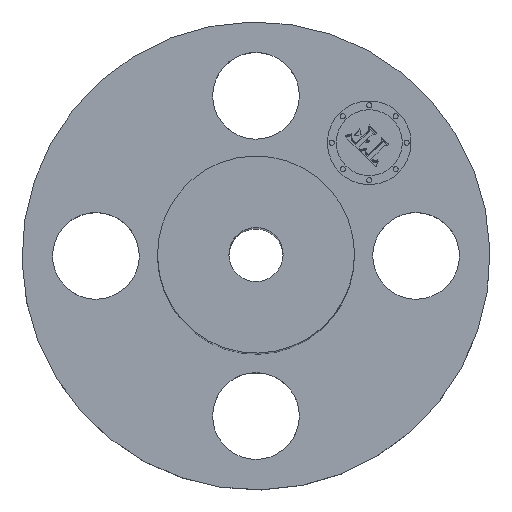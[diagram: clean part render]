
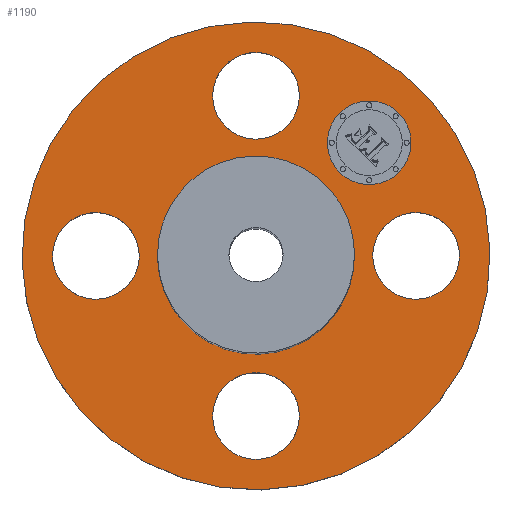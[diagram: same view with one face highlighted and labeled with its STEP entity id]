
A CAD part, top view. The second image highlights one B-rep face of the part: STEP entity #1190.
In plain terms, the highlighted planar face has unit normal (0, 0, 1).
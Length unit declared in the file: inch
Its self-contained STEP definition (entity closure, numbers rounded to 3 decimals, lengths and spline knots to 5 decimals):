
#51=AXIS2_PLACEMENT_3D('Circle Axis2P3D',#49,#50,$) ;
#238=AXIS2_PLACEMENT_3D('Circle Axis2P3D',#236,#237,$) ;
#285=AXIS2_PLACEMENT_3D('Circle Axis2P3D',#283,#284,$) ;
#304=AXIS2_PLACEMENT_3D('Circle Axis2P3D',#302,#303,$) ;
#418=AXIS2_PLACEMENT_3D('Circle Axis2P3D',#416,#417,$) ;
#453=AXIS2_PLACEMENT_3D('Circle Axis2P3D',#451,#452,$) ;
#1016=AXIS2_PLACEMENT_3D('Circle Axis2P3D',#1014,#1015,$) ;
#1035=AXIS2_PLACEMENT_3D('Circle Axis2P3D',#1033,#1034,$) ;
#1063=AXIS2_PLACEMENT_3D('Circle Axis2P3D',#1061,#1062,$) ;
#1082=AXIS2_PLACEMENT_3D('Circle Axis2P3D',#1080,#1081,$) ;
#1110=AXIS2_PLACEMENT_3D('Circle Axis2P3D',#1108,#1109,$) ;
#1129=AXIS2_PLACEMENT_3D('Circle Axis2P3D',#1127,#1128,$) ;
#1146=AXIS2_PLACEMENT_3D('Plane Axis2P3D',#1143,#1144,#1145) ;
#1174=AXIS2_PLACEMENT_3D('Circle Axis2P3D',#1172,#1173,$) ;
#1183=AXIS2_PLACEMENT_3D('Circle Axis2P3D',#1181,#1182,$) ;
#44=CARTESIAN_POINT('Vertex',(1.23886,-0.21095,0.88)) ;
#49=CARTESIAN_POINT('Axis2P3D Location',(1.625,0.,0.88)) ;
#53=CARTESIAN_POINT('Vertex',(2.01114,0.21095,0.88)) ;
#236=CARTESIAN_POINT('Axis2P3D Location',(1.625,0.,0.88)) ;
#280=CARTESIAN_POINT('Vertex',(-1.13864,-2.08426,0.88)) ;
#283=CARTESIAN_POINT('Axis2P3D Location',(0.,0.,0.88)) ;
#287=CARTESIAN_POINT('Vertex',(1.13864,2.08426,0.88)) ;
#302=CARTESIAN_POINT('Axis2P3D Location',(0.,0.,0.88)) ;
#416=CARTESIAN_POINT('Axis2P3D Location',(0.,0.,0.88)) ;
#420=CARTESIAN_POINT('Vertex',(0.36676,0.67135,0.88)) ;
#422=CARTESIAN_POINT('Vertex',(-0.36676,-0.67135,0.88)) ;
#451=CARTESIAN_POINT('Axis2P3D Location',(0.,0.,0.88)) ;
#1011=CARTESIAN_POINT('Vertex',(-0.21095,-1.23886,0.88)) ;
#1014=CARTESIAN_POINT('Axis2P3D Location',(0.,-1.625,0.88)) ;
#1018=CARTESIAN_POINT('Vertex',(0.21095,-2.01114,0.88)) ;
#1033=CARTESIAN_POINT('Axis2P3D Location',(0.,-1.625,0.88)) ;
#1058=CARTESIAN_POINT('Vertex',(-1.23886,0.21095,0.88)) ;
#1061=CARTESIAN_POINT('Axis2P3D Location',(-1.625,0.,0.88)) ;
#1065=CARTESIAN_POINT('Vertex',(-2.01114,-0.21095,0.88)) ;
#1080=CARTESIAN_POINT('Axis2P3D Location',(-1.625,0.,0.88)) ;
#1105=CARTESIAN_POINT('Vertex',(0.21095,1.23886,0.88)) ;
#1108=CARTESIAN_POINT('Axis2P3D Location',(0.,1.625,0.88)) ;
#1112=CARTESIAN_POINT('Vertex',(-0.21095,2.01114,0.88)) ;
#1127=CARTESIAN_POINT('Axis2P3D Location',(0.,1.625,0.88)) ;
#1143=CARTESIAN_POINT('Axis2P3D Location',(0.,2.375,0.88)) ;
#1172=CARTESIAN_POINT('Axis2P3D Location',(1.14905,1.14905,0.88)) ;
#1176=CARTESIAN_POINT('Vertex',(1.44957,0.84853,0.88)) ;
#1178=CARTESIAN_POINT('Vertex',(0.84853,1.44957,0.88)) ;
#1181=CARTESIAN_POINT('Axis2P3D Location',(1.14905,1.14905,0.88)) ;
#50=DIRECTION('Axis2P3D Direction',(0.,-0.,0.039)) ;
#237=DIRECTION('Axis2P3D Direction',(0.,-0.,0.039)) ;
#284=DIRECTION('Axis2P3D Direction',(0.,0.,-0.039)) ;
#303=DIRECTION('Axis2P3D Direction',(0.,0.,-0.039)) ;
#417=DIRECTION('Axis2P3D Direction',(0.,0.,-0.039)) ;
#452=DIRECTION('Axis2P3D Direction',(0.,0.,-0.039)) ;
#1015=DIRECTION('Axis2P3D Direction',(-0.,0.,0.039)) ;
#1034=DIRECTION('Axis2P3D Direction',(-0.,0.,0.039)) ;
#1062=DIRECTION('Axis2P3D Direction',(0.,0.,0.039)) ;
#1081=DIRECTION('Axis2P3D Direction',(0.,0.,0.039)) ;
#1109=DIRECTION('Axis2P3D Direction',(0.,0.,0.039)) ;
#1128=DIRECTION('Axis2P3D Direction',(0.,0.,0.039)) ;
#1144=DIRECTION('Axis2P3D Direction',(0.,0.,-0.039)) ;
#1145=DIRECTION('Axis2P3D XDirection',(0.039,0.,0.)) ;
#1173=DIRECTION('Axis2P3D Direction',(0.,0.,-0.039)) ;
#1182=DIRECTION('Axis2P3D Direction',(0.,0.,-0.039)) ;
#1149=ORIENTED_EDGE('',*,*,#306,.F.) ;
#1150=ORIENTED_EDGE('',*,*,#289,.F.) ;
#1153=ORIENTED_EDGE('',*,*,#55,.T.) ;
#1154=ORIENTED_EDGE('',*,*,#240,.T.) ;
#1157=ORIENTED_EDGE('',*,*,#455,.T.) ;
#1158=ORIENTED_EDGE('',*,*,#424,.T.) ;
#1161=ORIENTED_EDGE('',*,*,#1037,.T.) ;
#1162=ORIENTED_EDGE('',*,*,#1020,.T.) ;
#1165=ORIENTED_EDGE('',*,*,#1084,.T.) ;
#1166=ORIENTED_EDGE('',*,*,#1067,.T.) ;
#1169=ORIENTED_EDGE('',*,*,#1131,.T.) ;
#1170=ORIENTED_EDGE('',*,*,#1114,.T.) ;
#1187=ORIENTED_EDGE('',*,*,#1180,.F.) ;
#1188=ORIENTED_EDGE('',*,*,#1185,.F.) ;
#1155=FACE_BOUND('',#1152,.T.) ;
#1159=FACE_BOUND('',#1156,.T.) ;
#1163=FACE_BOUND('',#1160,.T.) ;
#1167=FACE_BOUND('',#1164,.T.) ;
#1171=FACE_BOUND('',#1168,.T.) ;
#1189=FACE_BOUND('',#1186,.T.) ;
#1190=ADVANCED_FACE('PartBody',(#1151,#1155,#1159,#1163,#1167,#1171,#1189),#1147,.F.) ;
#52=CIRCLE('generated circle',#51,0.44) ;
#239=CIRCLE('generated circle',#238,0.44) ;
#286=CIRCLE('generated circle',#285,2.375) ;
#305=CIRCLE('generated circle',#304,2.375) ;
#419=CIRCLE('generated circle',#418,0.765) ;
#454=CIRCLE('generated circle',#453,0.765) ;
#1017=CIRCLE('generated circle',#1016,0.44) ;
#1036=CIRCLE('generated circle',#1035,0.44) ;
#1064=CIRCLE('generated circle',#1063,0.44) ;
#1083=CIRCLE('generated circle',#1082,0.44) ;
#1111=CIRCLE('generated circle',#1110,0.44) ;
#1130=CIRCLE('generated circle',#1129,0.44) ;
#1175=CIRCLE('generated circle',#1174,0.425) ;
#1184=CIRCLE('generated circle',#1183,0.425) ;
#55=EDGE_CURVE('',#54,#45,#52,.F.) ;
#240=EDGE_CURVE('',#45,#54,#239,.F.) ;
#289=EDGE_CURVE('',#281,#288,#286,.T.) ;
#306=EDGE_CURVE('',#288,#281,#305,.T.) ;
#424=EDGE_CURVE('',#421,#423,#419,.T.) ;
#455=EDGE_CURVE('',#423,#421,#454,.T.) ;
#1020=EDGE_CURVE('',#1019,#1012,#1017,.F.) ;
#1037=EDGE_CURVE('',#1012,#1019,#1036,.F.) ;
#1067=EDGE_CURVE('',#1066,#1059,#1064,.F.) ;
#1084=EDGE_CURVE('',#1059,#1066,#1083,.F.) ;
#1114=EDGE_CURVE('',#1113,#1106,#1111,.F.) ;
#1131=EDGE_CURVE('',#1106,#1113,#1130,.F.) ;
#1180=EDGE_CURVE('',#1177,#1179,#1175,.F.) ;
#1185=EDGE_CURVE('',#1179,#1177,#1184,.F.) ;
#1148=EDGE_LOOP('',(#1149,#1150)) ;
#1152=EDGE_LOOP('',(#1153,#1154)) ;
#1156=EDGE_LOOP('',(#1157,#1158)) ;
#1160=EDGE_LOOP('',(#1161,#1162)) ;
#1164=EDGE_LOOP('',(#1165,#1166)) ;
#1168=EDGE_LOOP('',(#1169,#1170)) ;
#1186=EDGE_LOOP('',(#1187,#1188)) ;
#1151=FACE_OUTER_BOUND('',#1148,.T.) ;
#1147=PLANE('',#1146) ;
#45=VERTEX_POINT('',#44) ;
#54=VERTEX_POINT('',#53) ;
#281=VERTEX_POINT('',#280) ;
#288=VERTEX_POINT('',#287) ;
#421=VERTEX_POINT('',#420) ;
#423=VERTEX_POINT('',#422) ;
#1012=VERTEX_POINT('',#1011) ;
#1019=VERTEX_POINT('',#1018) ;
#1059=VERTEX_POINT('',#1058) ;
#1066=VERTEX_POINT('',#1065) ;
#1106=VERTEX_POINT('',#1105) ;
#1113=VERTEX_POINT('',#1112) ;
#1177=VERTEX_POINT('',#1176) ;
#1179=VERTEX_POINT('',#1178) ;
